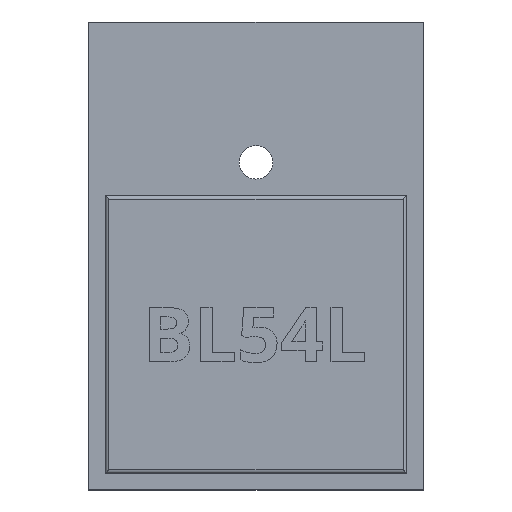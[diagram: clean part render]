
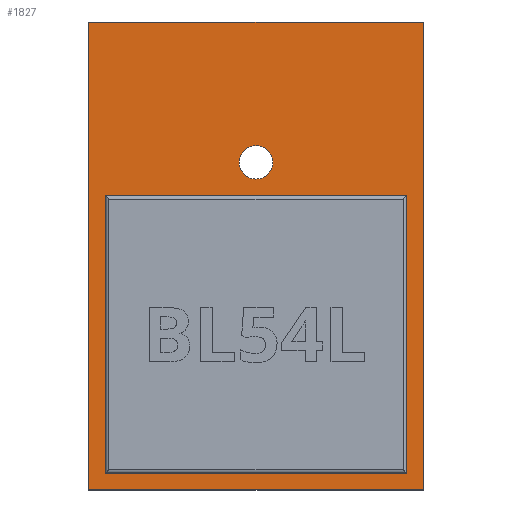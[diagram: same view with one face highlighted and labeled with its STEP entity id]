
A CAD part, top view. The second image highlights one B-rep face of the part: STEP entity #1827.
In plain terms, the highlighted planar face has unit normal (0, 0, 1).
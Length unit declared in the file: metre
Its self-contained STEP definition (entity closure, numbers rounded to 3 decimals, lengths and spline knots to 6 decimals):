
#57=CIRCLE('',#2500,0.0005);
#172=ORIENTED_EDGE('',*,*,#690,.F.);
#173=ORIENTED_EDGE('',*,*,#691,.F.);
#174=ORIENTED_EDGE('',*,*,#692,.T.);
#175=ORIENTED_EDGE('',*,*,#693,.T.);
#176=ORIENTED_EDGE('',*,*,#694,.F.);
#177=ORIENTED_EDGE('',*,*,#695,.F.);
#178=ORIENTED_EDGE('',*,*,#696,.T.);
#179=ORIENTED_EDGE('',*,*,#697,.T.);
#180=ORIENTED_EDGE('',*,*,#698,.F.);
#690=EDGE_CURVE('',#949,#949,#57,.T.);
#691=EDGE_CURVE('',#950,#951,#1101,.T.);
#692=EDGE_CURVE('',#950,#952,#1102,.T.);
#693=EDGE_CURVE('',#952,#953,#1103,.T.);
#694=EDGE_CURVE('',#951,#953,#1104,.T.);
#695=EDGE_CURVE('',#954,#955,#1105,.T.);
#696=EDGE_CURVE('',#954,#956,#1106,.T.);
#697=EDGE_CURVE('',#956,#957,#1107,.T.);
#698=EDGE_CURVE('',#955,#957,#1108,.T.);
#949=VERTEX_POINT('',#3152);
#950=VERTEX_POINT('',#3154);
#951=VERTEX_POINT('',#3155);
#952=VERTEX_POINT('',#3157);
#953=VERTEX_POINT('',#3159);
#954=VERTEX_POINT('',#3162);
#955=VERTEX_POINT('',#3163);
#956=VERTEX_POINT('',#3165);
#957=VERTEX_POINT('',#3167);
#1101=LINE('',#3153,#1294);
#1102=LINE('',#3156,#1295);
#1103=LINE('',#3158,#1296);
#1104=LINE('',#3160,#1297);
#1105=LINE('',#3161,#1298);
#1106=LINE('',#3164,#1299);
#1107=LINE('',#3166,#1300);
#1108=LINE('',#3168,#1301);
#1294=VECTOR('',#2656,1.);
#1295=VECTOR('',#2657,1.);
#1296=VECTOR('',#2658,1.);
#1297=VECTOR('',#2659,1.);
#1298=VECTOR('',#2660,1.);
#1299=VECTOR('',#2661,1.);
#1300=VECTOR('',#2662,1.);
#1301=VECTOR('',#2663,1.);
#1454=EDGE_LOOP('',(#172));
#1455=EDGE_LOOP('',(#173,#174,#175,#176));
#1456=EDGE_LOOP('',(#177,#178,#179,#180));
#1565=FACE_BOUND('',#1454,.T.);
#1566=FACE_BOUND('',#1455,.T.);
#1567=FACE_BOUND('',#1456,.T.);
#1671=PLANE('',#2499);
#1827=ADVANCED_FACE('',(#1565,#1566,#1567),#1671,.T.);
#2499=AXIS2_PLACEMENT_3D('',#3150,#2652,#2653);
#2500=AXIS2_PLACEMENT_3D('',#3151,#2654,#2655);
#2652=DIRECTION('',(0.,0.,1.));
#2653=DIRECTION('',(1.,0.,0.));
#2654=DIRECTION('',(0.,0.,1.));
#2655=DIRECTION('',(1.,0.,0.));
#2656=DIRECTION('',(0.,-1.,0.));
#2657=DIRECTION('',(-1.,0.,0.));
#2658=DIRECTION('',(0.,-1.,0.));
#2659=DIRECTION('',(-1.,0.,0.));
#2660=DIRECTION('',(-1.,0.,0.));
#2661=DIRECTION('',(0.,-1.,0.));
#2662=DIRECTION('',(-1.,0.,0.));
#2663=DIRECTION('',(0.,-1.,0.));
#3150=CARTESIAN_POINT('',(0.,0.,0.0004));
#3151=CARTESIAN_POINT('',(0.,0.0028,0.0004));
#3152=CARTESIAN_POINT('',(0.0005,0.0028,0.0004));
#3153=CARTESIAN_POINT('',(0.005,0.,0.0004));
#3154=CARTESIAN_POINT('',(0.005,0.007,0.0004));
#3155=CARTESIAN_POINT('',(0.005,-0.007,0.0004));
#3156=CARTESIAN_POINT('',(0.,0.007,0.0004));
#3157=CARTESIAN_POINT('',(-0.005,0.007,0.0004));
#3158=CARTESIAN_POINT('',(-0.005,0.,0.0004));
#3159=CARTESIAN_POINT('',(-0.005,-0.007,0.0004));
#3160=CARTESIAN_POINT('',(0.,-0.007,0.0004));
#3161=CARTESIAN_POINT('',(0.,0.0018,0.0004));
#3162=CARTESIAN_POINT('',(0.0045,0.0018,0.0004));
#3163=CARTESIAN_POINT('',(-0.0045,0.0018,0.0004));
#3164=CARTESIAN_POINT('',(0.0045,-0.00235,0.0004));
#3165=CARTESIAN_POINT('',(0.0045,-0.0065,0.0004));
#3166=CARTESIAN_POINT('',(0.,-0.0065,0.0004));
#3167=CARTESIAN_POINT('',(-0.0045,-0.0065,0.0004));
#3168=CARTESIAN_POINT('',(-0.0045,-0.00235,0.0004));
